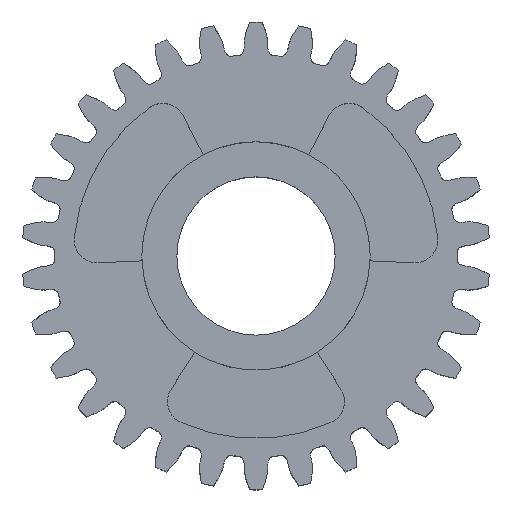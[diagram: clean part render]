
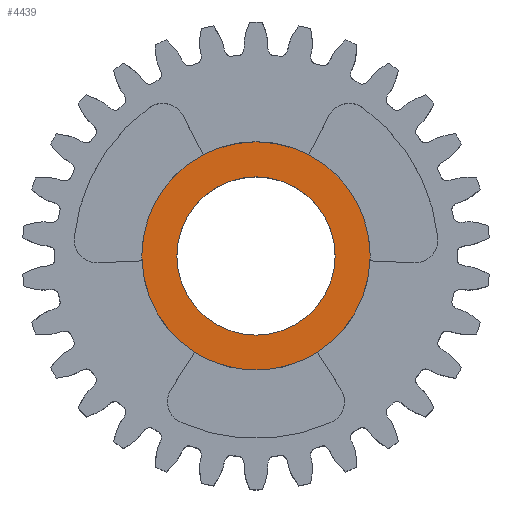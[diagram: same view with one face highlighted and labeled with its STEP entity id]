
A CAD part, top view. The second image highlights one B-rep face of the part: STEP entity #4439.
In plain terms, the highlighted planar face has unit normal (0, 0, 1).
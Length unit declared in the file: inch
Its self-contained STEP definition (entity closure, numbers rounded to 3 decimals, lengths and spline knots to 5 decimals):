
#29 = PLANE ( 'NONE',  #14300 ) ;
#999 = DIRECTION ( 'NONE',  ( 0., 0., -1. ) ) ;
#1193 = CARTESIAN_POINT ( 'NONE',  ( 0., 0., -0.00187 ) ) ;
#2163 = DIRECTION ( 'NONE',  ( -1., 0., 0. ) ) ;
#3542 = VERTEX_POINT ( 'NONE', #11583 ) ;
#3922 = EDGE_LOOP ( 'NONE', ( #12461, #11353 ) ) ;
#4011 = CIRCLE ( 'NONE', #6793, 0.5622 ) ;
#4063 = EDGE_CURVE ( 'NONE', #7067, #5537, #11611, .T. ) ;
#4238 = DIRECTION ( 'NONE',  ( -1., 0., 0. ) ) ;
#4343 = EDGE_LOOP ( 'NONE', ( #9833, #8675 ) ) ;
#4439 = ADVANCED_FACE ( 'NONE', ( #5405, #13035 ), #29, .F. ) ;
#4652 = CARTESIAN_POINT ( 'NONE',  ( 0., 0., -0.00187 ) ) ;
#4660 = AXIS2_PLACEMENT_3D ( 'NONE', #4652, #7013, #4843 ) ;
#4843 = DIRECTION ( 'NONE',  ( -1., 0., 0. ) ) ;
#5088 = DIRECTION ( 'NONE',  ( 0., 0., -1. ) ) ;
#5232 = CIRCLE ( 'NONE', #10504, 0.5622 ) ;
#5405 = FACE_OUTER_BOUND ( 'NONE', #3922, .T. ) ;
#5443 = DIRECTION ( 'NONE',  ( 0., 0., -1. ) ) ;
#5492 = CARTESIAN_POINT ( 'NONE',  ( 0., 0., -0.00187 ) ) ;
#5537 = VERTEX_POINT ( 'NONE', #14234 ) ;
#6201 = DIRECTION ( 'NONE',  ( -1., 0., 0. ) ) ;
#6238 = CARTESIAN_POINT ( 'NONE',  ( 0.5622, 0., -0.00187 ) ) ;
#6793 = AXIS2_PLACEMENT_3D ( 'NONE', #5492, #999, #4238 ) ;
#7013 = DIRECTION ( 'NONE',  ( 0., 0., -1. ) ) ;
#7067 = VERTEX_POINT ( 'NONE', #11940 ) ;
#7855 = DIRECTION ( 'NONE',  ( -1., 0., 0. ) ) ;
#8675 = ORIENTED_EDGE ( 'NONE', *, *, #8837, .T. ) ;
#8837 = EDGE_CURVE ( 'NONE', #5537, #7067, #12685, .T. ) ;
#9833 = ORIENTED_EDGE ( 'NONE', *, *, #4063, .T. ) ;
#10504 = AXIS2_PLACEMENT_3D ( 'NONE', #13851, #5088, #6201 ) ;
#11004 = DIRECTION ( 'NONE',  ( 0., 0., -1. ) ) ;
#11353 = ORIENTED_EDGE ( 'NONE', *, *, #12680, .F. ) ;
#11583 = CARTESIAN_POINT ( 'NONE',  ( -0.5622, 0., -0.00187 ) ) ;
#11611 = CIRCLE ( 'NONE', #12791, 0.27067 ) ;
#11747 = EDGE_CURVE ( 'NONE', #14370, #3542, #4011, .T. ) ;
#11940 = CARTESIAN_POINT ( 'NONE',  ( 0.27067, 0., -0.00187 ) ) ;
#12059 = CARTESIAN_POINT ( 'NONE',  ( 0., 0., -0.00187 ) ) ;
#12461 = ORIENTED_EDGE ( 'NONE', *, *, #11747, .F. ) ;
#12680 = EDGE_CURVE ( 'NONE', #3542, #14370, #5232, .T. ) ;
#12685 = CIRCLE ( 'NONE', #4660, 0.27067 ) ;
#12791 = AXIS2_PLACEMENT_3D ( 'NONE', #12059, #5443, #2163 ) ;
#13035 = FACE_BOUND ( 'NONE', #4343, .T. ) ;
#13851 = CARTESIAN_POINT ( 'NONE',  ( 0., 0., -0.00187 ) ) ;
#14234 = CARTESIAN_POINT ( 'NONE',  ( -0.27067, 0., -0.00187 ) ) ;
#14300 = AXIS2_PLACEMENT_3D ( 'NONE', #1193, #11004, #7855 ) ;
#14370 = VERTEX_POINT ( 'NONE', #6238 ) ;
